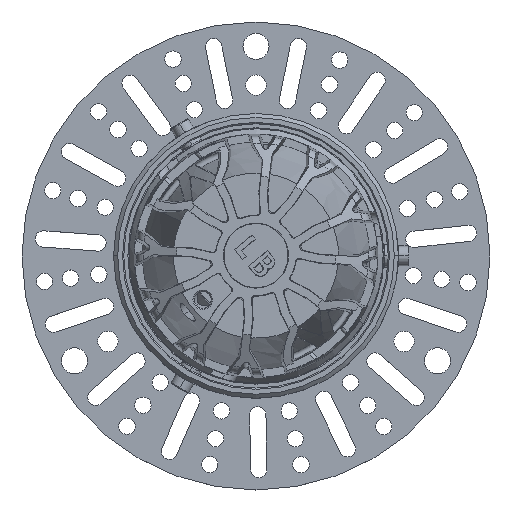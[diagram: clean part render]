
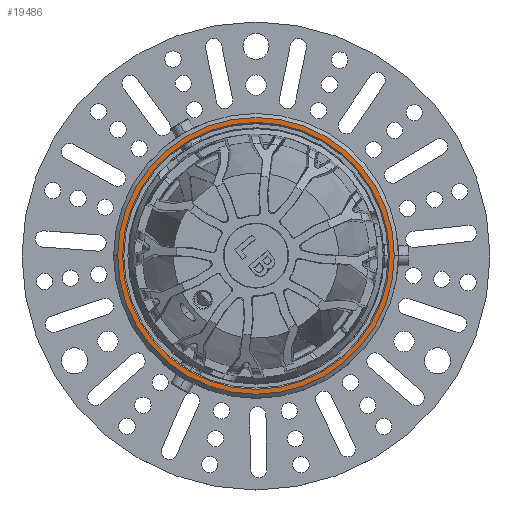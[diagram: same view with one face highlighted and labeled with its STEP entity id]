
A CAD part, top view. The second image highlights one B-rep face of the part: STEP entity #19486.
In plain terms, the highlighted face is planar.
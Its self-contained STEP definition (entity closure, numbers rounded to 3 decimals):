
#421 = VERTEX_POINT ( 'NONE', #26398 ) ;
#1433 = CARTESIAN_POINT ( 'NONE',  ( 0., 0., -20. ) ) ;
#6767 = FACE_BOUND ( 'NONE', #32060, .T. ) ;
#7865 = AXIS2_PLACEMENT_3D ( 'NONE', #1433, #19612, #37769 ) ;
#8666 = AXIS2_PLACEMENT_3D ( 'NONE', #10694, #28844, #47029 ) ;
#10468 = EDGE_CURVE ( 'NONE', #30858, #421, #33527, .T. ) ;
#10694 = CARTESIAN_POINT ( 'NONE',  ( 0., 0., -20. ) ) ;
#11310 = AXIS2_PLACEMENT_3D ( 'NONE', #15993, #34153, #52306 ) ;
#11543 = CARTESIAN_POINT ( 'NONE',  ( -32.79, 0., -20. ) ) ;
#12397 = AXIS2_PLACEMENT_3D ( 'NONE', #15388, #33553, #51709 ) ;
#13157 = CARTESIAN_POINT ( 'NONE',  ( 0., 0., -20. ) ) ;
#13640 = EDGE_CURVE ( 'NONE', #43698, #56794, #41317, .T. ) ;
#15388 = CARTESIAN_POINT ( 'NONE',  ( 0., 0., -20. ) ) ;
#15630 = AXIS2_PLACEMENT_3D ( 'NONE', #13157, #31300, #49464 ) ;
#15907 = EDGE_CURVE ( 'NONE', #421, #30858, #38074, .T. ) ;
#15993 = CARTESIAN_POINT ( 'NONE',  ( 34.99, 0., -20. ) ) ;
#17038 = EDGE_CURVE ( 'NONE', #56794, #43698, #34320, .T. ) ;
#17712 = CARTESIAN_POINT ( 'NONE',  ( -33.99, 0., -20. ) ) ;
#19486 = ADVANCED_FACE ( 'NONE', ( #6767, #38626 ), #56786, .F. ) ;
#19612 = DIRECTION ( 'NONE',  ( 0., 0., 1. ) ) ;
#22690 = CARTESIAN_POINT ( 'NONE',  ( 33.99, 0., -20. ) ) ;
#26398 = CARTESIAN_POINT ( 'NONE',  ( 32.79, 0., -20. ) ) ;
#28844 = DIRECTION ( 'NONE',  ( 0., 0., -1. ) ) ;
#30858 = VERTEX_POINT ( 'NONE', #11543 ) ;
#31300 = DIRECTION ( 'NONE',  ( 0., 0., -1. ) ) ;
#32060 = EDGE_LOOP ( 'NONE', ( #54935, #36441 ) ) ;
#33527 = CIRCLE ( 'NONE', #7865, 32.79 ) ;
#33553 = DIRECTION ( 'NONE',  ( 0., 0., 1. ) ) ;
#34153 = DIRECTION ( 'NONE',  ( 0., 0., 1. ) ) ;
#34320 = CIRCLE ( 'NONE', #8666, 33.99 ) ;
#36441 = ORIENTED_EDGE ( 'NONE', *, *, #15907, .T. ) ;
#37769 = DIRECTION ( 'NONE',  ( 1., 0., 0. ) ) ;
#38074 = CIRCLE ( 'NONE', #12397, 32.79 ) ;
#38626 = FACE_OUTER_BOUND ( 'NONE', #41921, .T. ) ;
#41317 = CIRCLE ( 'NONE', #15630, 33.99 ) ;
#41921 = EDGE_LOOP ( 'NONE', ( #56467, #50514 ) ) ;
#43698 = VERTEX_POINT ( 'NONE', #22690 ) ;
#47029 = DIRECTION ( 'NONE',  ( 1., 0., 0. ) ) ;
#49464 = DIRECTION ( 'NONE',  ( 1., 0., 0. ) ) ;
#50514 = ORIENTED_EDGE ( 'NONE', *, *, #17038, .T. ) ;
#51709 = DIRECTION ( 'NONE',  ( 1., 0., 0. ) ) ;
#52306 = DIRECTION ( 'NONE',  ( 1., 0., 0. ) ) ;
#54935 = ORIENTED_EDGE ( 'NONE', *, *, #10468, .T. ) ;
#56467 = ORIENTED_EDGE ( 'NONE', *, *, #13640, .T. ) ;
#56786 = PLANE ( 'NONE',  #11310 ) ;
#56794 = VERTEX_POINT ( 'NONE', #17712 ) ;
